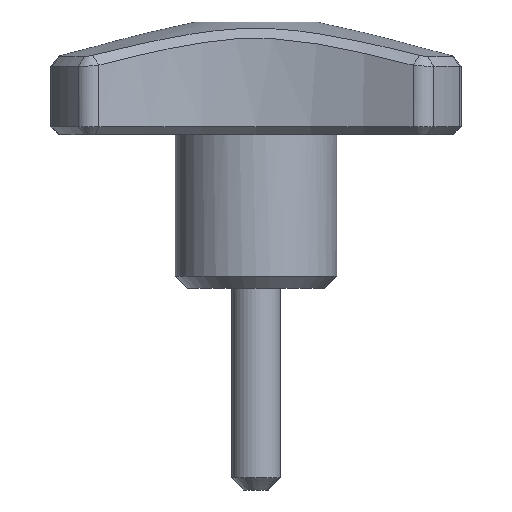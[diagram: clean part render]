
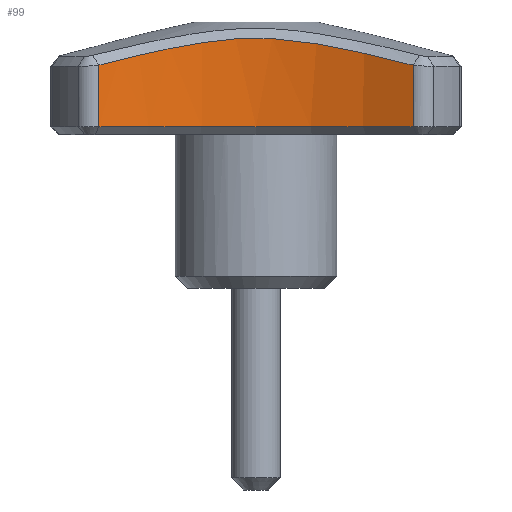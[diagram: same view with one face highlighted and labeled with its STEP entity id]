
A CAD part, front view. The second image highlights one B-rep face of the part: STEP entity #99.
In plain terms, the highlighted cylindrical face has radius 40 mm (diameter 80 mm), a partial arc.
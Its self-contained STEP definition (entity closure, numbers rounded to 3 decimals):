
#99 = ADVANCED_FACE( '', ( #257 ), #258, .F. );
#257 = FACE_OUTER_BOUND( '', #481, .T. );
#258 = CYLINDRICAL_SURFACE( '', #482, 40. );
#481 = EDGE_LOOP( '', ( #837, #838, #839, #840 ) );
#482 = AXIS2_PLACEMENT_3D( '', #841, #842, #843 );
#837 = ORIENTED_EDGE( '', *, *, #1377, .T. );
#838 = ORIENTED_EDGE( '', *, *, #1378, .T. );
#839 = ORIENTED_EDGE( '', *, *, #1379, .T. );
#840 = ORIENTED_EDGE( '', *, *, #1380, .T. );
#841 = CARTESIAN_POINT( '', ( 0., -51.948, 50. ) );
#842 = DIRECTION( '', ( 0., 0., 1. ) );
#843 = DIRECTION( '', ( -1., 0., 0. ) );
#1377 = EDGE_CURVE( '', #1608, #1609, #1610, .T. );
#1378 = EDGE_CURVE( '', #1609, #1611, #1612, .F. );
#1379 = EDGE_CURVE( '', #1611, #1613, #1614, .F. );
#1380 = EDGE_CURVE( '', #1613, #1608, #1615, .T. );
#1608 = VERTEX_POINT( '', #1935 );
#1609 = VERTEX_POINT( '', #1936 );
#1610 = LINE( '', #1937, #1938 );
#1611 = VERTEX_POINT( '', #1939 );
#1612 = CIRCLE( '', #1940, 40. );
#1613 = VERTEX_POINT( '', #1941 );
#1614 = LINE( '', #1942, #1943 );
#1615 = B_SPLINE_CURVE_WITH_KNOTS( '', 3, ( #1944, #1945, #1946, #1947, #1948, #1949, #1950, #1951, #1952, #1953, #1954, #1955, #1956, #1957, #1958, #1959, #1960, #1961, #1962, #1963, #1964, #1965, #1966, #1967, #1968, #1969, #1970, #1971, #1972, #1973, #1974, #1975, #1976, #1977, #1978, #1979, #1980, #1981, #1982, #1983, #1984 ), .UNSPECIFIED., .F., .F., ( 4, 1, 1, 1, 1, 1, 1, 1, 1, 1, 1, 1, 1, 1, 1, 1, 1, 1, 1, 1, 1, 1, 1, 1, 1, 1, 1, 1, 1, 1, 1, 1, 1, 1, 1, 1, 1, 1, 4 ), ( 0., 0.016, 0.033, 0.048, 0.063, 0.078, 0.093, 0.107, 0.12, 0.133, 0.146, 0.159, 0.17, 0.182, 0.193, 0.204, 0.214, 0.224, 0.233, 0.243, 0.251, 0.318, 0.376, 0.441, 0.501, 0.561, 0.626, 0.684, 0.751, 0.768, 0.787, 0.808, 0.831, 0.855, 0.881, 0.908, 0.937, 0.968, 1. ), .UNSPECIFIED. );
#1935 = CARTESIAN_POINT( '', ( -19.461, -17.001, 27.644 ) );
#1936 = CARTESIAN_POINT( '', ( -19.461, -17.001, 20. ) );
#1937 = CARTESIAN_POINT( '', ( -19.461, -17.001, 50. ) );
#1938 = VECTOR( '', #2746, 1000. );
#1939 = CARTESIAN_POINT( '', ( 19.461, -17.001, 20. ) );
#1940 = AXIS2_PLACEMENT_3D( '', #2747, #2748, #2749 );
#1941 = CARTESIAN_POINT( '', ( 19.461, -17.001, 27.643 ) );
#1942 = CARTESIAN_POINT( '', ( 19.461, -17.001, 50. ) );
#1943 = VECTOR( '', #2750, 1000. );
#1944 = CARTESIAN_POINT( '', ( 19.461, -17.001, 27.644 ) );
#1945 = CARTESIAN_POINT( '', ( 19.268, -16.895, 27.694 ) );
#1946 = CARTESIAN_POINT( '', ( 18.885, -16.684, 27.794 ) );
#1947 = CARTESIAN_POINT( '', ( 18.312, -16.384, 27.94 ) );
#1948 = CARTESIAN_POINT( '', ( 17.75, -16.1, 28.083 ) );
#1949 = CARTESIAN_POINT( '', ( 17.197, -15.832, 28.22 ) );
#1950 = CARTESIAN_POINT( '', ( 16.656, -15.579, 28.354 ) );
#1951 = CARTESIAN_POINT( '', ( 16.126, -15.341, 28.483 ) );
#1952 = CARTESIAN_POINT( '', ( 15.608, -15.117, 28.607 ) );
#1953 = CARTESIAN_POINT( '', ( 15.102, -14.907, 28.728 ) );
#1954 = CARTESIAN_POINT( '', ( 14.609, -14.71, 28.844 ) );
#1955 = CARTESIAN_POINT( '', ( 14.128, -14.525, 28.955 ) );
#1956 = CARTESIAN_POINT( '', ( 13.661, -14.352, 29.062 ) );
#1957 = CARTESIAN_POINT( '', ( 13.207, -14.19, 29.165 ) );
#1958 = CARTESIAN_POINT( '', ( 12.767, -14.039, 29.263 ) );
#1959 = CARTESIAN_POINT( '', ( 12.341, -13.898, 29.357 ) );
#1960 = CARTESIAN_POINT( '', ( 11.928, -13.767, 29.446 ) );
#1961 = CARTESIAN_POINT( '', ( 11.531, -13.645, 29.531 ) );
#1962 = CARTESIAN_POINT( '', ( 11.148, -13.532, 29.612 ) );
#1963 = CARTESIAN_POINT( '', ( 10.779, -13.427, 29.688 ) );
#1964 = CARTESIAN_POINT( '', ( 10.426, -13.33, 29.76 ) );
#1965 = CARTESIAN_POINT( '', ( 9.325, -13.038, 29.98 ) );
#1966 = CARTESIAN_POINT( '', ( 7.56, -12.641, 30.304 ) );
#1967 = CARTESIAN_POINT( '', ( 5.009, -12.236, 30.688 ) );
#1968 = CARTESIAN_POINT( '', ( 2.504, -11.999, 30.939 ) );
#1969 = CARTESIAN_POINT( '', ( -0.047, -11.922, 31.03 ) );
#1970 = CARTESIAN_POINT( '', ( -2.589, -12.004, 30.932 ) );
#1971 = CARTESIAN_POINT( '', ( -5.077, -12.245, 30.68 ) );
#1972 = CARTESIAN_POINT( '', ( -7.624, -12.654, 30.293 ) );
#1973 = CARTESIAN_POINT( '', ( -9.511, -13.081, 29.945 ) );
#1974 = CARTESIAN_POINT( '', ( -10.863, -13.449, 29.672 ) );
#1975 = CARTESIAN_POINT( '', ( -11.609, -13.667, 29.516 ) );
#1976 = CARTESIAN_POINT( '', ( -12.413, -13.919, 29.342 ) );
#1977 = CARTESIAN_POINT( '', ( -13.273, -14.21, 29.151 ) );
#1978 = CARTESIAN_POINT( '', ( -14.187, -14.544, 28.942 ) );
#1979 = CARTESIAN_POINT( '', ( -15.154, -14.924, 28.716 ) );
#1980 = CARTESIAN_POINT( '', ( -16.17, -15.356, 28.473 ) );
#1981 = CARTESIAN_POINT( '', ( -17.232, -15.844, 28.213 ) );
#1982 = CARTESIAN_POINT( '', ( -18.339, -16.39, 27.935 ) );
#1983 = CARTESIAN_POINT( '', ( -19.081, -16.794, 27.743 ) );
#1984 = CARTESIAN_POINT( '', ( -19.461, -17.001, 27.644 ) );
#2746 = DIRECTION( '', ( 0., 0., -1. ) );
#2747 = CARTESIAN_POINT( '', ( 0., -51.948, 20. ) );
#2748 = DIRECTION( '', ( 0., 0., 1. ) );
#2749 = DIRECTION( '', ( 1., 0., 0. ) );
#2750 = DIRECTION( '', ( 0., 0., -1. ) );
